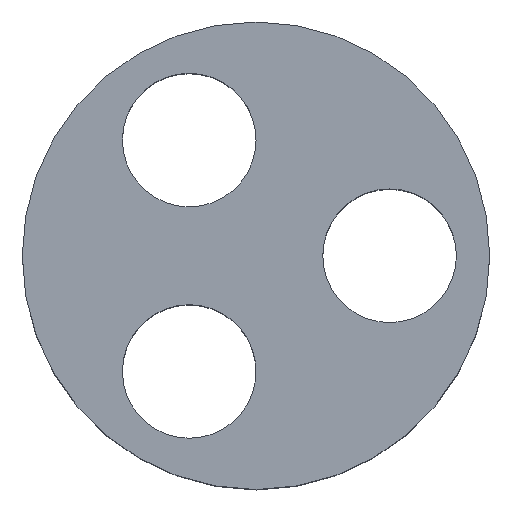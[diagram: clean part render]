
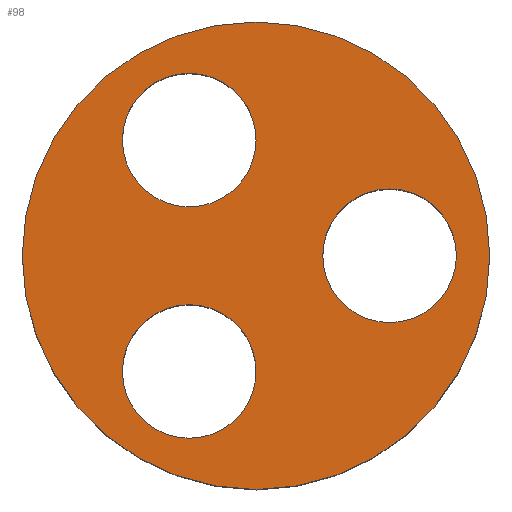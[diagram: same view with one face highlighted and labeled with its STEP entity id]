
A CAD part, top view. The second image highlights one B-rep face of the part: STEP entity #98.
In plain terms, the highlighted planar face has unit normal (0, 0, 1).
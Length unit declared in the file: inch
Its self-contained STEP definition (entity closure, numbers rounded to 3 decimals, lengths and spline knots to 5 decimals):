
#16=PLANE('',#132);
#24=FACE_BOUND('',#46,.T.);
#25=FACE_BOUND('',#47,.T.);
#26=FACE_BOUND('',#48,.T.);
#32=FACE_OUTER_BOUND('',#45,.T.);
#45=EDGE_LOOP('',(#85));
#46=EDGE_LOOP('',(#86));
#47=EDGE_LOOP('',(#87));
#48=EDGE_LOOP('',(#88));
#49=CIRCLE('',#120,0.125);
#51=CIRCLE('',#123,0.125);
#53=CIRCLE('',#126,0.125);
#55=CIRCLE('',#129,0.4375);
#57=VERTEX_POINT('',#165);
#59=VERTEX_POINT('',#170);
#61=VERTEX_POINT('',#175);
#63=VERTEX_POINT('',#180);
#65=EDGE_CURVE('',#57,#57,#49,.T.);
#67=EDGE_CURVE('',#59,#59,#51,.T.);
#69=EDGE_CURVE('',#61,#61,#53,.T.);
#71=EDGE_CURVE('',#63,#63,#55,.T.);
#85=ORIENTED_EDGE('',*,*,#71,.T.);
#86=ORIENTED_EDGE('',*,*,#65,.T.);
#87=ORIENTED_EDGE('',*,*,#67,.T.);
#88=ORIENTED_EDGE('',*,*,#69,.T.);
#98=ADVANCED_FACE('',(#32,#24,#25,#26),#16,.T.);
#120=AXIS2_PLACEMENT_3D('',#166,#137,#138);
#123=AXIS2_PLACEMENT_3D('',#171,#143,#144);
#126=AXIS2_PLACEMENT_3D('',#176,#149,#150);
#129=AXIS2_PLACEMENT_3D('',#181,#155,#156);
#132=AXIS2_PLACEMENT_3D('',#185,#161,#162);
#137=DIRECTION('center_axis',(0.,0.,-1.));
#138=DIRECTION('ref_axis',(-1.,0.,0.));
#143=DIRECTION('center_axis',(0.,0.,-1.));
#144=DIRECTION('ref_axis',(-1.,0.,0.));
#149=DIRECTION('center_axis',(0.,0.,-1.));
#150=DIRECTION('ref_axis',(-1.,0.,0.));
#155=DIRECTION('center_axis',(0.,0.,1.));
#156=DIRECTION('ref_axis',(-1.,0.,0.));
#161=DIRECTION('center_axis',(0.,0.,1.));
#162=DIRECTION('ref_axis',(1.,0.,0.));
#165=CARTESIAN_POINT('',(0.,-0.21651,0.5));
#166=CARTESIAN_POINT('Origin',(-0.125,-0.21651,0.5));
#170=CARTESIAN_POINT('',(0.,0.21651,0.5));
#171=CARTESIAN_POINT('Origin',(-0.125,0.21651,0.5));
#175=CARTESIAN_POINT('',(0.375,0.,0.5));
#176=CARTESIAN_POINT('Origin',(0.25,0.,0.5));
#180=CARTESIAN_POINT('',(0.4375,0.,0.5));
#181=CARTESIAN_POINT('Origin',(0.,0.,0.5));
#185=CARTESIAN_POINT('Origin',(0.,0.,
0.5));
